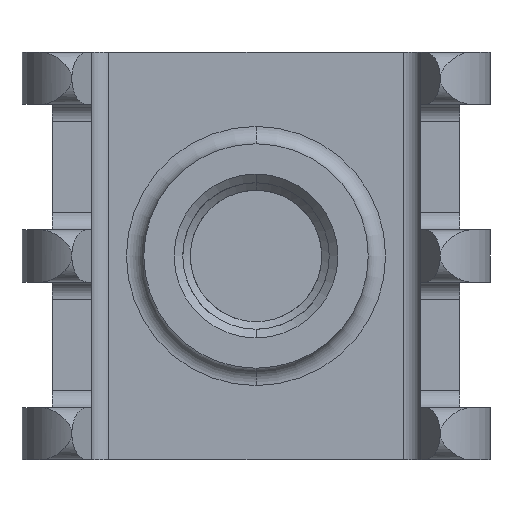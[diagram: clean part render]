
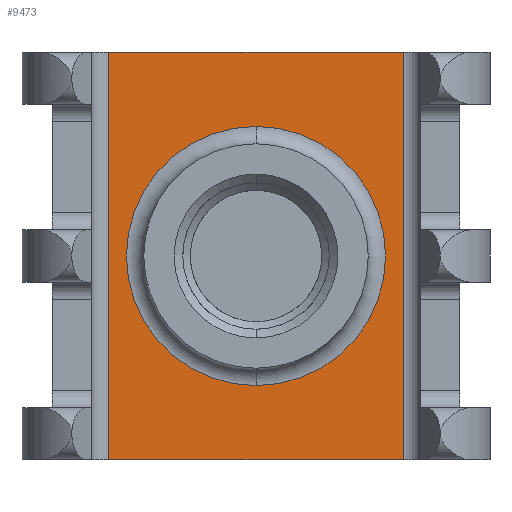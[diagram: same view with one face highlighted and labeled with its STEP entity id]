
A CAD part, front view. The second image highlights one B-rep face of the part: STEP entity #9473.
In plain terms, the highlighted planar face has unit normal (0, -1, 0).
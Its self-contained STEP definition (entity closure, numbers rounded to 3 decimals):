
#2891 = DIRECTION ( 'NONE',  ( -1., 0., 0. ) ) ;
#2892 = VECTOR ( 'NONE', #2891, 1000. ) ;
#2893 = CARTESIAN_POINT ( 'NONE',  ( -2.997, 5.421, 6.593 ) ) ;
#2894 = LINE ( 'NONE', #2893, #2892 ) ;
#3059 = DIRECTION ( 'NONE',  ( -1., 0., 0. ) ) ;
#3060 = VECTOR ( 'NONE', #3059, 1000. ) ;
#3061 = CARTESIAN_POINT ( 'NONE',  ( -2.997, 5.421, -5.345 ) ) ;
#3062 = LINE ( 'NONE', #3061, #3060 ) ;
#3063 = CARTESIAN_POINT ( 'NONE',  ( 5.639, 5.421, 6.593 ) ) ;
#3064 = DIRECTION ( 'NONE',  ( 0., 0., -1. ) ) ;
#3065 = VECTOR ( 'NONE', #3064, 1000. ) ;
#3066 = CARTESIAN_POINT ( 'NONE',  ( 5.639, 5.421, 6.593 ) ) ;
#3067 = LINE ( 'NONE', #3066, #3065 ) ;
#3068 = DIRECTION ( 'NONE',  ( 0., 0., -1. ) ) ;
#3069 = VECTOR ( 'NONE', #3068, 1000. ) ;
#3070 = CARTESIAN_POINT ( 'NONE',  ( -2.997, 5.421, 6.593 ) ) ;
#3071 = DIRECTION ( 'NONE',  ( 0., 0., 1. ) ) ;
#3072 = DIRECTION ( 'NONE',  ( 0., 1., 0. ) ) ;
#3073 = CARTESIAN_POINT ( 'NONE',  ( 1.321, 5.421, 0.624 ) ) ;
#3074 = AXIS2_PLACEMENT_3D ( 'NONE', #3073, #3072, #3071 ) ;
#3075 = CIRCLE ( 'NONE', #3074, 3.797 ) ;
#3076 = LINE ( 'NONE', #3070, #3069 ) ;
#3081 = CARTESIAN_POINT ( 'NONE',  ( -2.997, 5.421, -5.345 ) ) ;
#3082 = CARTESIAN_POINT ( 'NONE',  ( -2.997, 5.421, 6.593 ) ) ;
#3226 = DIRECTION ( 'NONE',  ( 0., 0., -1. ) ) ;
#3227 = DIRECTION ( 'NONE',  ( 0., -1., 0. ) ) ;
#3228 = AXIS2_PLACEMENT_3D ( 'NONE', #3229, #3227, #3226 ) ;
#3229 = CARTESIAN_POINT ( 'NONE',  ( -2.997, 5.421, 6.593 ) ) ;
#3230 = PLANE ( 'NONE',  #3228 ) ;
#3278 = CARTESIAN_POINT ( 'NONE',  ( 5.639, 5.421, -5.345 ) ) ;
#3279 = FACE_OUTER_BOUND ( 'NONE', #9472, .T. ) ;
#3295 = FACE_BOUND ( 'NONE', #9441, .T. ) ;
#6773 = DIRECTION ( 'NONE',  ( 0., 1., 0. ) ) ;
#6774 = CARTESIAN_POINT ( 'NONE',  ( 1.321, 5.421, 0.624 ) ) ;
#6775 = AXIS2_PLACEMENT_3D ( 'NONE', #6774, #6773, #6945 ) ;
#6776 = CIRCLE ( 'NONE', #6775, 3.797 ) ;
#6943 = CARTESIAN_POINT ( 'NONE',  ( 1.321, 5.421, 4.422 ) ) ;
#6944 = CARTESIAN_POINT ( 'NONE',  ( 1.321, 5.421, -3.173 ) ) ;
#6945 = DIRECTION ( 'NONE',  ( 0., 0., 1. ) ) ;
#7817 = EDGE_CURVE ( 'NONE', #7818, #7819, #6776, .T. ) ;
#7818 = VERTEX_POINT ( 'NONE', #6944 ) ;
#7819 = VERTEX_POINT ( 'NONE', #6943 ) ;
#9414 = ORIENTED_EDGE ( 'NONE', *, *, #9415, .T. ) ;
#9415 = EDGE_CURVE ( 'NONE', #9459, #9445, #2894, .T. ) ;
#9418 = ORIENTED_EDGE ( 'NONE', *, *, #7817, .T. ) ;
#9420 = ORIENTED_EDGE ( 'NONE', *, *, #9454, .T. ) ;
#9441 = EDGE_LOOP ( 'NONE', ( #9420, #9418 ) ) ;
#9445 = VERTEX_POINT ( 'NONE', #3082 ) ;
#9446 = VERTEX_POINT ( 'NONE', #3081 ) ;
#9447 = ORIENTED_EDGE ( 'NONE', *, *, #9458, .F. ) ;
#9454 = EDGE_CURVE ( 'NONE', #7819, #7818, #3075, .T. ) ;
#9455 = ORIENTED_EDGE ( 'NONE', *, *, #9456, .T. ) ;
#9456 = EDGE_CURVE ( 'NONE', #9445, #9446, #3076, .T. ) ;
#9458 = EDGE_CURVE ( 'NONE', #9459, #9470, #3067, .T. ) ;
#9459 = VERTEX_POINT ( 'NONE', #3063 ) ;
#9460 = EDGE_CURVE ( 'NONE', #9470, #9446, #3062, .T. ) ;
#9470 = VERTEX_POINT ( 'NONE', #3278 ) ;
#9471 = ORIENTED_EDGE ( 'NONE', *, *, #9460, .F. ) ;
#9472 = EDGE_LOOP ( 'NONE', ( #9471, #9447, #9414, #9455 ) ) ;
#9473 = ADVANCED_FACE ( 'NONE', ( #3279, #3295 ), #3230, .T. ) ;
